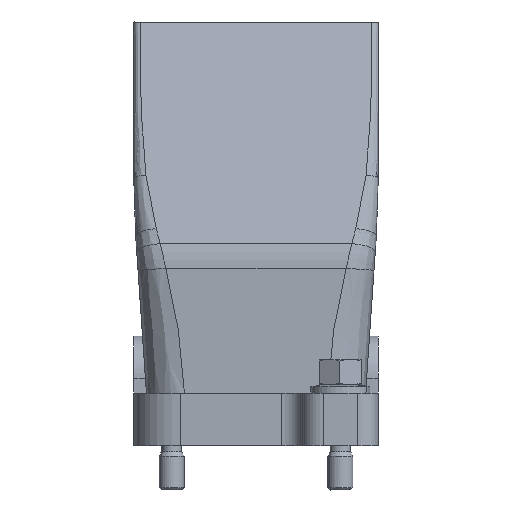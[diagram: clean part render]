
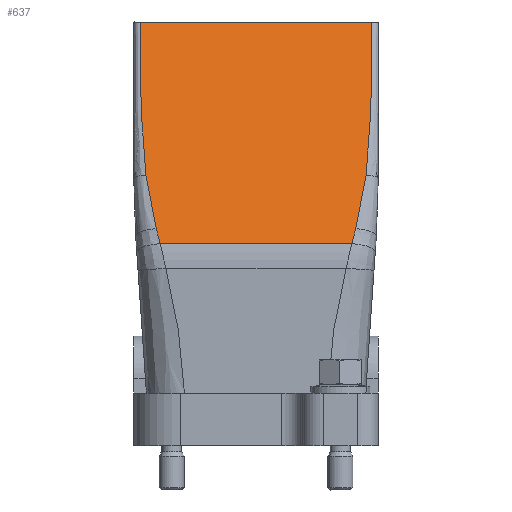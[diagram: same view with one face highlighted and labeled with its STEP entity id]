
A CAD part, front view. The second image highlights one B-rep face of the part: STEP entity #637.
In plain terms, the highlighted planar face has unit normal (0, -0.956, 0.293).
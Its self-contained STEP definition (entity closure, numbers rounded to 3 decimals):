
#548=AXIS2_PLACEMENT_3D('Plane Axis2P3D',#545,#546,#547) ;
#484=CARTESIAN_POINT('Vertex',(1.5,38.,111.)) ;
#518=CARTESIAN_POINT('Vertex',(2.899,26.855,74.66)) ;
#522=CARTESIAN_POINT('Control Point',(2.899,26.855,74.66)) ;
#523=CARTESIAN_POINT('Control Point',(2.48,27.965,78.279)) ;
#524=CARTESIAN_POINT('Control Point',(2.159,29.077,81.904)) ;
#525=CARTESIAN_POINT('Control Point',(1.929,30.19,85.534)) ;
#526=CARTESIAN_POINT('Control Point',(1.693,31.861,90.983)) ;
#527=CARTESIAN_POINT('Control Point',(1.578,33.533,96.434)) ;
#528=CARTESIAN_POINT('Control Point',(1.551,34.09,98.251)) ;
#529=CARTESIAN_POINT('Control Point',(1.52,35.019,101.281)) ;
#530=CARTESIAN_POINT('Control Point',(1.506,35.949,104.311)) ;
#531=CARTESIAN_POINT('Control Point',(1.503,36.321,105.524)) ;
#532=CARTESIAN_POINT('Control Point',(1.501,36.856,107.269)) ;
#533=CARTESIAN_POINT('Control Point',(1.5,37.391,109.014)) ;
#534=CARTESIAN_POINT('Control Point',(1.5,37.59,109.663)) ;
#535=CARTESIAN_POINT('Control Point',(1.5,37.799,110.343)) ;
#536=CARTESIAN_POINT('Control Point',(1.5,38.,111.)) ;
#545=CARTESIAN_POINT('Axis2P3D Location',(29.,38.,111.)) ;
#551=CARTESIAN_POINT('Control Point',(5.339,22.964,61.971)) ;
#552=CARTESIAN_POINT('Control Point',(5.277,23.037,62.21)) ;
#553=CARTESIAN_POINT('Control Point',(5.215,23.11,62.449)) ;
#554=CARTESIAN_POINT('Control Point',(5.152,23.186,62.695)) ;
#555=CARTESIAN_POINT('Control Point',(4.518,23.955,65.202)) ;
#556=CARTESIAN_POINT('Control Point',(3.957,24.729,67.728)) ;
#557=CARTESIAN_POINT('Control Point',(3.524,25.434,70.025)) ;
#558=CARTESIAN_POINT('Control Point',(3.172,26.143,72.338)) ;
#559=CARTESIAN_POINT('Control Point',(2.899,26.855,74.66)) ;
#560=CARTESIAN_POINT('Vertex',(5.339,22.964,61.971)) ;
#564=CARTESIAN_POINT('Control Point',(6.26,21.879,58.435)) ;
#565=CARTESIAN_POINT('Control Point',(6.076,22.094,59.135)) ;
#566=CARTESIAN_POINT('Control Point',(5.892,22.309,59.837)) ;
#567=CARTESIAN_POINT('Control Point',(5.702,22.533,60.567)) ;
#568=CARTESIAN_POINT('Control Point',(5.52,22.748,61.269)) ;
#569=CARTESIAN_POINT('Control Point',(5.339,22.964,61.971)) ;
#570=CARTESIAN_POINT('Vertex',(6.26,21.879,58.435)) ;
#573=CARTESIAN_POINT('Line Origine',(29.,21.879,58.435)) ;
#577=CARTESIAN_POINT('Vertex',(51.74,21.879,58.435)) ;
#581=CARTESIAN_POINT('Control Point',(51.74,21.879,58.435)) ;
#582=CARTESIAN_POINT('Control Point',(51.924,22.094,59.135)) ;
#583=CARTESIAN_POINT('Control Point',(52.108,22.309,59.837)) ;
#584=CARTESIAN_POINT('Control Point',(52.298,22.533,60.567)) ;
#585=CARTESIAN_POINT('Control Point',(52.48,22.748,61.269)) ;
#586=CARTESIAN_POINT('Control Point',(52.661,22.964,61.971)) ;
#587=CARTESIAN_POINT('Vertex',(52.661,22.964,61.971)) ;
#591=CARTESIAN_POINT('Control Point',(52.661,22.964,61.971)) ;
#592=CARTESIAN_POINT('Control Point',(52.723,23.037,62.21)) ;
#593=CARTESIAN_POINT('Control Point',(52.785,23.11,62.449)) ;
#594=CARTESIAN_POINT('Control Point',(52.848,23.186,62.695)) ;
#595=CARTESIAN_POINT('Control Point',(53.482,23.955,65.202)) ;
#596=CARTESIAN_POINT('Control Point',(54.043,24.729,67.728)) ;
#597=CARTESIAN_POINT('Control Point',(54.476,25.434,70.025)) ;
#598=CARTESIAN_POINT('Control Point',(54.828,26.143,72.338)) ;
#599=CARTESIAN_POINT('Control Point',(55.101,26.855,74.66)) ;
#600=CARTESIAN_POINT('Vertex',(55.101,26.855,74.66)) ;
#604=CARTESIAN_POINT('Control Point',(55.101,26.855,74.66)) ;
#605=CARTESIAN_POINT('Control Point',(55.861,28.867,81.219)) ;
#606=CARTESIAN_POINT('Control Point',(56.297,30.887,87.807)) ;
#607=CARTESIAN_POINT('Control Point',(56.459,32.911,94.405)) ;
#608=CARTESIAN_POINT('Control Point',(56.494,34.966,101.106)) ;
#609=CARTESIAN_POINT('Control Point',(56.499,37.021,107.806)) ;
#610=CARTESIAN_POINT('Control Point',(56.499,37.053,107.914)) ;
#611=CARTESIAN_POINT('Control Point',(56.499,37.119,108.128)) ;
#612=CARTESIAN_POINT('Control Point',(56.5,37.185,108.344)) ;
#613=CARTESIAN_POINT('Control Point',(56.5,37.219,108.453)) ;
#614=CARTESIAN_POINT('Control Point',(56.5,37.385,108.996)) ;
#615=CARTESIAN_POINT('Control Point',(56.5,37.559,109.563)) ;
#616=CARTESIAN_POINT('Control Point',(56.5,37.713,110.064)) ;
#617=CARTESIAN_POINT('Control Point',(56.5,37.857,110.534)) ;
#618=CARTESIAN_POINT('Control Point',(56.5,38.,111.)) ;
#619=CARTESIAN_POINT('Vertex',(56.5,38.,111.)) ;
#622=CARTESIAN_POINT('Line Origine',(29.,38.,111.)) ;
#546=DIRECTION('Axis2P3D Direction',(0.,0.956,-0.293)) ;
#547=DIRECTION('Axis2P3D XDirection',(0.,-0.293,-0.956)) ;
#574=DIRECTION('Vector Direction',(-1.,0.,0.)) ;
#623=DIRECTION('Vector Direction',(-1.,0.,0.)) ;
#575=VECTOR('Line Direction',#574,1.) ;
#624=VECTOR('Line Direction',#623,1.) ;
#628=ORIENTED_EDGE('',*,*,#537,.T.) ;
#629=ORIENTED_EDGE('',*,*,#562,.T.) ;
#630=ORIENTED_EDGE('',*,*,#572,.T.) ;
#631=ORIENTED_EDGE('',*,*,#579,.F.) ;
#632=ORIENTED_EDGE('',*,*,#589,.F.) ;
#633=ORIENTED_EDGE('',*,*,#602,.F.) ;
#634=ORIENTED_EDGE('',*,*,#621,.F.) ;
#635=ORIENTED_EDGE('',*,*,#626,.T.) ;
#637=ADVANCED_FACE('Hauptk\X2\00F6\X0\rper',(#636),#549,.F.) ;
#521=B_SPLINE_CURVE_WITH_KNOTS('',5,(#522,#523,#524,#525,#526,#527,#528,#529,#530,#531,#532,#533,#534,#535,#536),.UNSPECIFIED.,.F.,.U.,(6,3,3,3,6),(118.983,138.232,147.857,154.282,157.1),.UNSPECIFIED.) ;
#550=B_SPLINE_CURVE_WITH_KNOTS('',5,(#551,#552,#553,#554,#555,#556,#557,#558,#559),.UNSPECIFIED.,.F.,.U.,(6,3,6),(0.,1.824,19.096),.UNSPECIFIED.) ;
#563=B_SPLINE_CURVE_WITH_KNOTS('',5,(#564,#565,#566,#567,#568,#569),.UNSPECIFIED.,.F.,.U.,(6,6),(0.,5.349),.UNSPECIFIED.) ;
#580=B_SPLINE_CURVE_WITH_KNOTS('',5,(#581,#582,#583,#584,#585,#586),.UNSPECIFIED.,.F.,.U.,(6,6),(0.,5.349),.UNSPECIFIED.) ;
#590=B_SPLINE_CURVE_WITH_KNOTS('',5,(#591,#592,#593,#594,#595,#596,#597,#598,#599),.UNSPECIFIED.,.F.,.U.,(6,3,6),(0.,1.824,19.096),.UNSPECIFIED.) ;
#603=B_SPLINE_CURVE_WITH_KNOTS('',5,(#604,#605,#606,#607,#608,#609,#610,#611,#612,#613,#614,#615,#616,#617,#618),.UNSPECIFIED.,.F.,.U.,(6,3,3,3,6),(0.,49.047,49.846,50.644,53.793),.UNSPECIFIED.) ;
#537=EDGE_CURVE('',#485,#519,#521,.F.) ;
#562=EDGE_CURVE('',#519,#561,#550,.F.) ;
#572=EDGE_CURVE('',#561,#571,#563,.F.) ;
#579=EDGE_CURVE('',#578,#571,#576,.T.) ;
#589=EDGE_CURVE('',#588,#578,#580,.F.) ;
#602=EDGE_CURVE('',#601,#588,#590,.F.) ;
#621=EDGE_CURVE('',#620,#601,#603,.F.) ;
#626=EDGE_CURVE('',#620,#485,#625,.T.) ;
#627=EDGE_LOOP('',(#628,#629,#630,#631,#632,#633,#634,#635)) ;
#636=FACE_OUTER_BOUND('',#627,.T.) ;
#576=LINE('Line',#573,#575) ;
#625=LINE('Line',#622,#624) ;
#549=PLANE('',#548) ;
#485=VERTEX_POINT('',#484) ;
#519=VERTEX_POINT('',#518) ;
#561=VERTEX_POINT('',#560) ;
#571=VERTEX_POINT('',#570) ;
#578=VERTEX_POINT('',#577) ;
#588=VERTEX_POINT('',#587) ;
#601=VERTEX_POINT('',#600) ;
#620=VERTEX_POINT('',#619) ;
